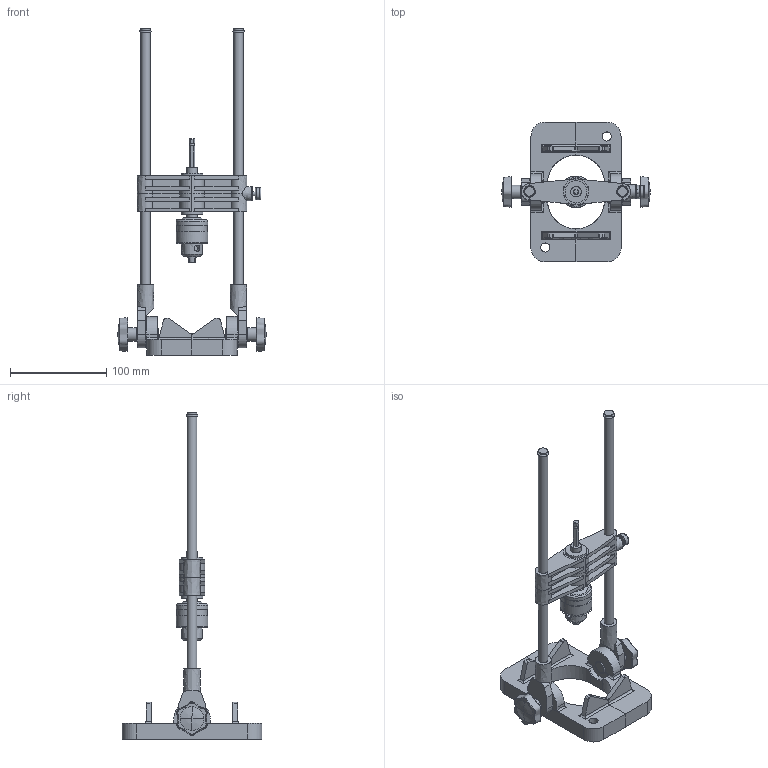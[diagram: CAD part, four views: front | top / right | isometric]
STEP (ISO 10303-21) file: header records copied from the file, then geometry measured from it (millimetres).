
FILE_DESCRIPTION(('FreeCAD Model'),'2;1');
FILE_NAME('Open CASCADE Shape Model','2025-04-17T11:54:29',('FreeCAD'),( 'FreeCAD'),'Open CASCADE STEP processor 7.6','FreeCAD','Unknown');
FILE_SCHEMA(('AUTOMOTIVE_DESIGN { 1 0 10303 214 1 1 1 1 }'));
Length unit declared in the file: millimetre
Products named in the file (1): Open CASCADE STEP translator 7.6 1
Bounding box: 153.74 x 144.91 x 338.92 mm (x, y, z)
Volume: 183883.8 mm3; surface area: 109102.5 mm2
Topology: 17 solids, 18 shells, 565 faces, 1426 edges, 886 vertices
Faces by surface type: bspline 565
Entity records: 20324 total; most frequent: CARTESIAN_POINT 12058, ORIENTED_EDGE 2824, EDGE_CURVE 1418, B_SPLINE_CURVE_WITH_KNOTS 930, VERTEX_POINT 886, FACE_BOUND 588, EDGE_LOOP 588, ADVANCED_FACE 565
